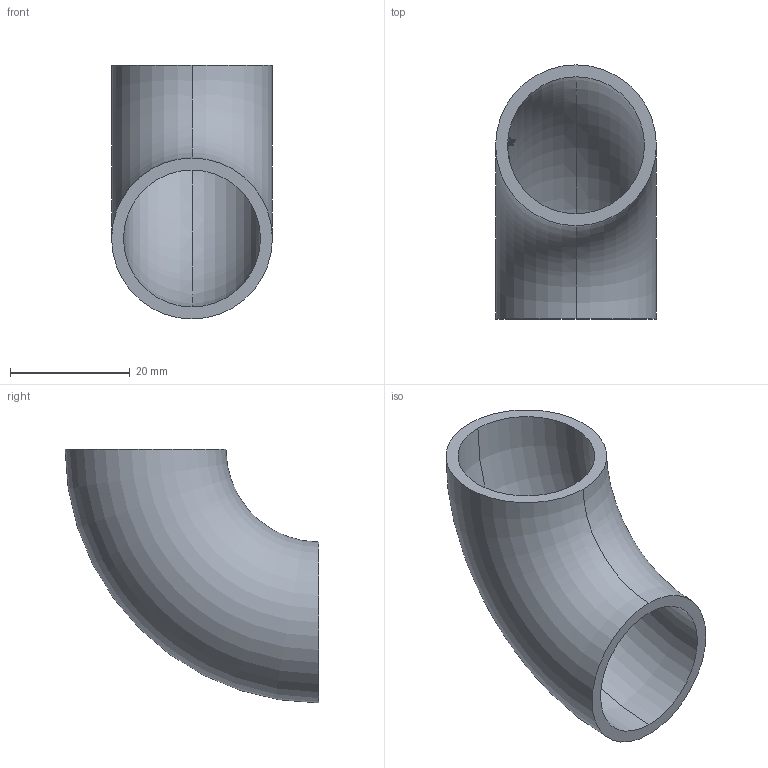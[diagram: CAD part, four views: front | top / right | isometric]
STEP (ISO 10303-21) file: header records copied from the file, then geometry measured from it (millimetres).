
FILE_DESCRIPTION (( 'STEP AP203' ), '1' );
FILE_NAME ('55188-240.step', '2018-12-17T10:21:39', ( '' ), ( '' ), 'SwSTEP 2.0', 'SolidWorks 2015', '' );
FILE_SCHEMA (( 'CONFIG_CONTROL_DESIGN' ));
Length unit declared in the file: millimetre
Products named in the file (1): 55188-240
Bounding box: 26.9 x 42.45 x 42.45 mm (x, y, z)
Volume: 7126.2 mm3; surface area: 7449.7 mm2
Topology: 1 solids, 1 shells, 240 faces, 636 edges, 424 vertices
Faces by surface type: bspline 113, plane 97, torus 30
Entity records: 12445 total; most frequent: CARTESIAN_POINT 7544, ORIENTED_EDGE 1272, EDGE_CURVE 636, DIRECTION 488, VERTEX_POINT 424, B_SPLINE_CURVE_WITH_KNOTS 416, EDGE_LOOP 268, FACE_OUTER_BOUND 240
